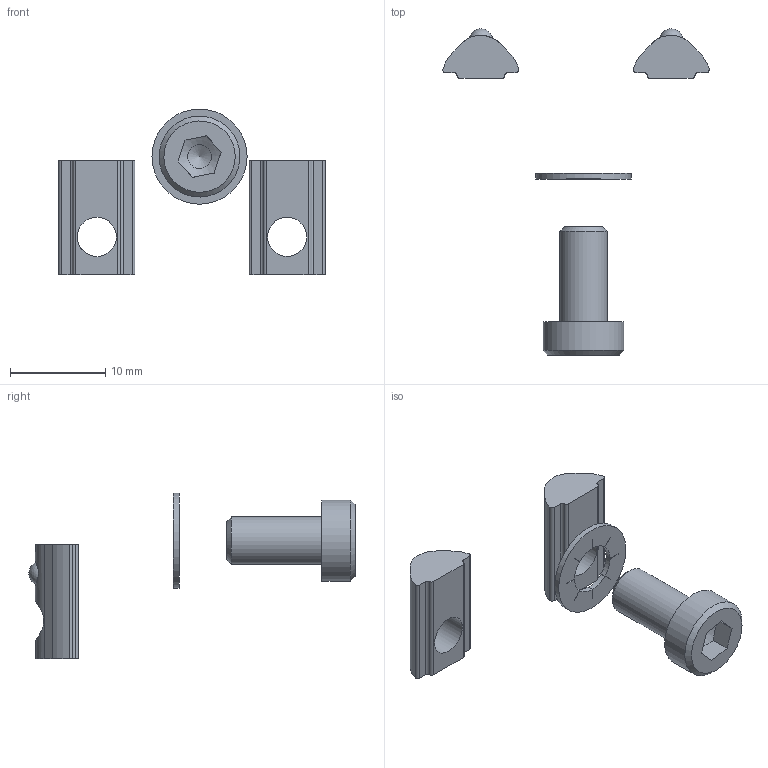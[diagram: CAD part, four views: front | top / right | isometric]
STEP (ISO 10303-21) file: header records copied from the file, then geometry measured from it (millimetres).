
FILE_DESCRIPTION((''),'2;1');
FILE_NAME('SZ0684Z_A.stp','2013-08-26T12:05:11',('janine behrens'),(''),'Autodesk Inventor 2012','Autodesk Inventor 2012','');
FILE_SCHEMA(('AUTOMOTIVE_DESIGN { 1 0 10303 214 1 1 1 1 }'));
Length unit declared in the file: millimetre
Products named in the file (6): SZ0684Z_A; SV2193V_A; ME1631107_A; MK2402080_A; SS8205V_A; DK6912050100_A
Assembly tree (6 placements, depth 3):
  SZ0684Z_A
    SV2193V_A  x2
      ME1631107_A
      MK2402080_A
    SS8205V_A
    DK6912050100_A
Bounding box: 28.01 x 34.3 x 17.44 mm (x, y, z)
Volume: 859.2 mm3; surface area: 1282.3 mm2
Topology: 6 solids, 6 shells, 91 faces, 242 edges, 160 vertices
Faces by surface type: plane 43, cylinder 42, cone 4, sphere 2
Full cylindrical faces by diameter (mm): 2.5 x1, 2.55 x2, 4.134 x2, 5 x1, 8.5 x1, 10 x1
Entity records: 2374 total; most frequent: CARTESIAN_POINT 455, DIRECTION 395, ORIENTED_EDGE 346, EDGE_CURVE 173, AXIS2_PLACEMENT_3D 147, VERTEX_POINT 121, VECTOR 101, LINE 101
